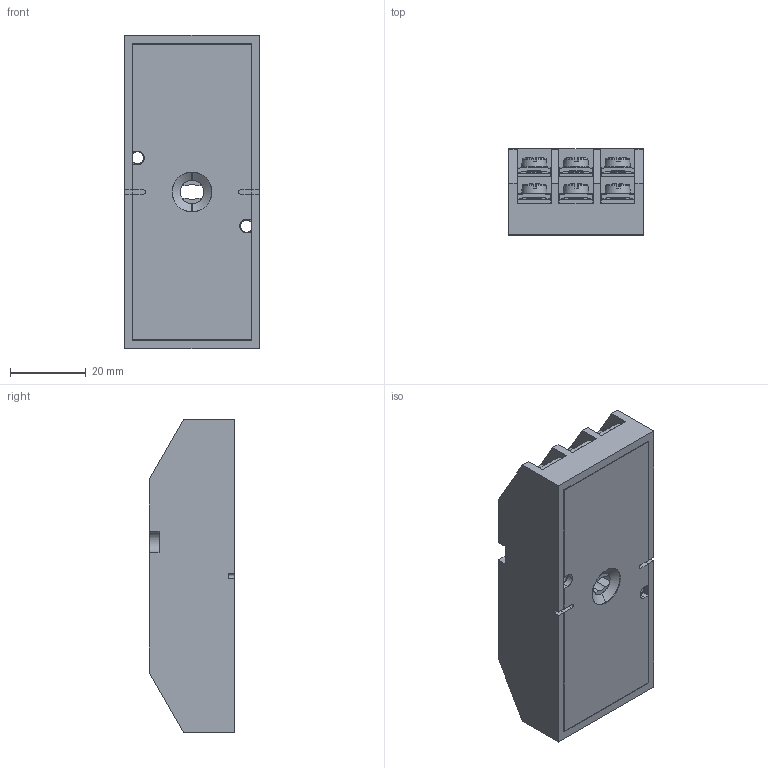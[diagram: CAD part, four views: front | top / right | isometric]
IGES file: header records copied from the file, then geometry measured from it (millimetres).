
Start section: SolidWorks IGES file using analytic representation for surfaces
Global section: file name: GZ11.IGS; native system: SolidWorks 2016; preprocessor: SolidWorks 2016; author: pikusl; date: 160608.115656; units: millimetre
Bounding box: 35.5 x 22.6 x 82.8 mm (x, y, z)
Surface area: 24594.7 mm2 (no closed solid volume)
Topology: 0 solids, 0 shells, 1648 faces, 16492 edges, 16492 vertices
Faces by surface type: bspline 1202, revolution 446
